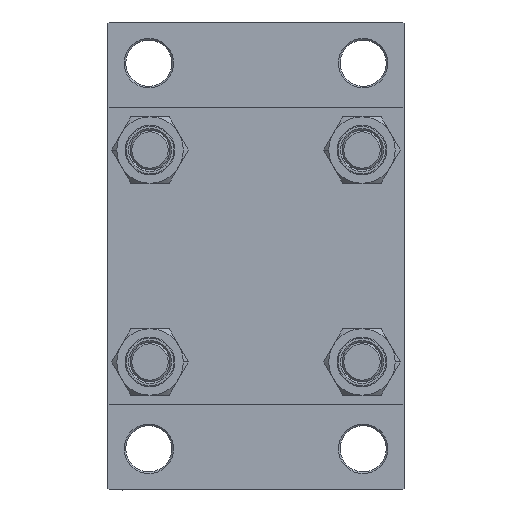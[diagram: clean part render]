
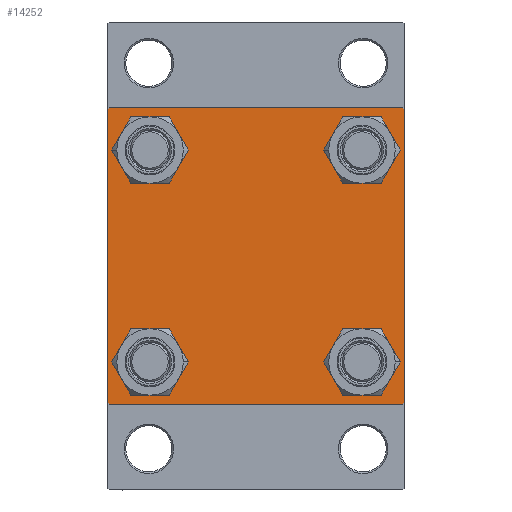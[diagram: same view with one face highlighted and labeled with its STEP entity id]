
A CAD part, left-side view. The second image highlights one B-rep face of the part: STEP entity #14252.
In plain terms, the highlighted planar face has unit normal (-1, 0, 0).
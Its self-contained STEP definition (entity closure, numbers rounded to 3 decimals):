
#924 = EDGE_LOOP ( 'NONE', ( #25731, #28262 ) ) ;
#1177 = CARTESIAN_POINT ( 'NONE',  ( 0., 32.15, -38.65 ) ) ;
#1548 = ORIENTED_EDGE ( 'NONE', *, *, #6509, .F. ) ;
#1877 = CARTESIAN_POINT ( 'NONE',  ( 0., 32.15, 38.65 ) ) ;
#2629 = CARTESIAN_POINT ( 'NONE',  ( 0., -32.15, -32.15 ) ) ;
#3023 = DIRECTION ( 'NONE',  ( -1., 0., 0. ) ) ;
#3122 = ORIENTED_EDGE ( 'NONE', *, *, #34743, .T. ) ;
#3514 = CARTESIAN_POINT ( 'NONE',  ( 0., -44.5, 45. ) ) ;
#3543 = LINE ( 'NONE', #4023, #8566 ) ;
#3865 = LINE ( 'NONE', #46845, #11096 ) ;
#4023 = CARTESIAN_POINT ( 'NONE',  ( 0., -44.75, -44.75 ) ) ;
#4199 = EDGE_CURVE ( 'NONE', #39950, #26563, #11507, .T. ) ;
#4684 = EDGE_CURVE ( 'NONE', #35116, #25535, #20437, .T. ) ;
#5103 = FACE_BOUND ( 'NONE', #924, .T. ) ;
#5337 = DIRECTION ( 'NONE',  ( 0., 0.707, -0.707 ) ) ;
#5544 = VECTOR ( 'NONE', #17402, 1000. ) ;
#5981 = EDGE_LOOP ( 'NONE', ( #32832, #8730, #15818, #29070, #1548, #42073, #17369, #8979 ) ) ;
#6230 = EDGE_CURVE ( 'NONE', #45838, #43244, #49320, .T. ) ;
#6443 = DIRECTION ( 'NONE',  ( 1., 0., 0. ) ) ;
#6509 = EDGE_CURVE ( 'NONE', #23012, #48667, #11100, .T. ) ;
#7167 = AXIS2_PLACEMENT_3D ( 'NONE', #18961, #34473, #50000 ) ;
#7409 = DIRECTION ( 'NONE',  ( 1., 0., 0. ) ) ;
#7940 = CIRCLE ( 'NONE', #14450, 6.5 ) ;
#8566 = VECTOR ( 'NONE', #46760, 1000. ) ;
#8730 = ORIENTED_EDGE ( 'NONE', *, *, #28796, .T. ) ;
#8808 = EDGE_CURVE ( 'NONE', #36946, #27821, #36003, .T. ) ;
#8902 = CIRCLE ( 'NONE', #9703, 6.5 ) ;
#8979 = ORIENTED_EDGE ( 'NONE', *, *, #18967, .T. ) ;
#9158 = VECTOR ( 'NONE', #19718, 1000. ) ;
#9462 = CIRCLE ( 'NONE', #20815, 6.5 ) ;
#9652 = FACE_BOUND ( 'NONE', #24259, .T. ) ;
#9703 = AXIS2_PLACEMENT_3D ( 'NONE', #34115, #7409, #42008 ) ;
#10378 = ORIENTED_EDGE ( 'NONE', *, *, #4199, .T. ) ;
#10441 = CARTESIAN_POINT ( 'NONE',  ( 0., -32.15, -25.65 ) ) ;
#10709 = DIRECTION ( 'NONE',  ( 0., 0., 1. ) ) ;
#10895 = VECTOR ( 'NONE', #31144, 1000. ) ;
#10926 = AXIS2_PLACEMENT_3D ( 'NONE', #36606, #3023, #45246 ) ;
#11096 = VECTOR ( 'NONE', #19371, 1000. ) ;
#11100 = LINE ( 'NONE', #26598, #9158 ) ;
#11507 = CIRCLE ( 'NONE', #25296, 6.5 ) ;
#11582 = LINE ( 'NONE', #15656, #10895 ) ;
#13468 = EDGE_CURVE ( 'NONE', #42080, #30311, #11582, .T. ) ;
#13961 = DIRECTION ( 'NONE',  ( 0., 0., 1. ) ) ;
#13968 = CARTESIAN_POINT ( 'NONE',  ( 0., 45., 45. ) ) ;
#14095 = CARTESIAN_POINT ( 'NONE',  ( 0., -32.15, 38.65 ) ) ;
#14252 = ADVANCED_FACE ( 'NONE', ( #17028, #40424, #5103, #9652, #21093 ), #20600, .T. ) ;
#14450 = AXIS2_PLACEMENT_3D ( 'NONE', #2629, #6443, #37460 ) ;
#14999 = CARTESIAN_POINT ( 'NONE',  ( 0., 45., -44.5 ) ) ;
#15204 = CARTESIAN_POINT ( 'NONE',  ( 0., 32.15, 32.15 ) ) ;
#15373 = EDGE_LOOP ( 'NONE', ( #3122, #43470 ) ) ;
#15656 = CARTESIAN_POINT ( 'NONE',  ( 0., 45., 45. ) ) ;
#15814 = ORIENTED_EDGE ( 'NONE', *, *, #19362, .T. ) ;
#15818 = ORIENTED_EDGE ( 'NONE', *, *, #8808, .T. ) ;
#16321 = EDGE_CURVE ( 'NONE', #27821, #48667, #3543, .T. ) ;
#17028 = FACE_BOUND ( 'NONE', #48887, .T. ) ;
#17198 = CARTESIAN_POINT ( 'NONE',  ( 0., 44.5, -45. ) ) ;
#17369 = ORIENTED_EDGE ( 'NONE', *, *, #13468, .F. ) ;
#17402 = DIRECTION ( 'NONE',  ( 0., 0.707, 0.707 ) ) ;
#18873 = CARTESIAN_POINT ( 'NONE',  ( 0., 45., 44.5 ) ) ;
#18961 = CARTESIAN_POINT ( 'NONE',  ( 0., -32.15, 32.15 ) ) ;
#18967 = EDGE_CURVE ( 'NONE', #42080, #45838, #31270, .T. ) ;
#19350 = ORIENTED_EDGE ( 'NONE', *, *, #23349, .T. ) ;
#19362 = EDGE_CURVE ( 'NONE', #26563, #39950, #40328, .T. ) ;
#19371 = DIRECTION ( 'NONE',  ( 0., -0.707, -0.707 ) ) ;
#19718 = DIRECTION ( 'NONE',  ( 0., 0., -1. ) ) ;
#20437 = CIRCLE ( 'NONE', #26927, 6.5 ) ;
#20600 = PLANE ( 'NONE',  #10926 ) ;
#20681 = ORIENTED_EDGE ( 'NONE', *, *, #35664, .T. ) ;
#20815 = AXIS2_PLACEMENT_3D ( 'NONE', #25370, #29434, #37071 ) ;
#21093 = FACE_OUTER_BOUND ( 'NONE', #5981, .T. ) ;
#22180 = EDGE_CURVE ( 'NONE', #36387, #44331, #7940, .T. ) ;
#23012 = VERTEX_POINT ( 'NONE', #30842 ) ;
#23349 = EDGE_CURVE ( 'NONE', #47532, #35830, #8902, .T. ) ;
#23540 = DIRECTION ( 'NONE',  ( 0., -1., 0. ) ) ;
#24021 = LINE ( 'NONE', #47927, #5544 ) ;
#24259 = EDGE_LOOP ( 'NONE', ( #15814, #10378 ) ) ;
#25296 = AXIS2_PLACEMENT_3D ( 'NONE', #48624, #40988, #10709 ) ;
#25370 = CARTESIAN_POINT ( 'NONE',  ( 0., 32.15, -32.15 ) ) ;
#25535 = VERTEX_POINT ( 'NONE', #1177 ) ;
#25731 = ORIENTED_EDGE ( 'NONE', *, *, #4684, .T. ) ;
#26563 = VERTEX_POINT ( 'NONE', #1877 ) ;
#26598 = CARTESIAN_POINT ( 'NONE',  ( 0., -45., 45. ) ) ;
#26927 = AXIS2_PLACEMENT_3D ( 'NONE', #40662, #48802, #13961 ) ;
#27013 = CARTESIAN_POINT ( 'NONE',  ( 0., -44.5, -45. ) ) ;
#27807 = VECTOR ( 'NONE', #45751, 1000. ) ;
#27821 = VERTEX_POINT ( 'NONE', #27013 ) ;
#28257 = EDGE_CURVE ( 'NONE', #25535, #35116, #9462, .T. ) ;
#28262 = ORIENTED_EDGE ( 'NONE', *, *, #28257, .T. ) ;
#28796 = EDGE_CURVE ( 'NONE', #43244, #36946, #3865, .T. ) ;
#29070 = ORIENTED_EDGE ( 'NONE', *, *, #16321, .T. ) ;
#29434 = DIRECTION ( 'NONE',  ( 1., 0., 0. ) ) ;
#29749 = VECTOR ( 'NONE', #5337, 1000. ) ;
#29902 = CARTESIAN_POINT ( 'NONE',  ( 0., -32.15, -38.65 ) ) ;
#30072 = DIRECTION ( 'NONE',  ( 0., 0., 1. ) ) ;
#30311 = VERTEX_POINT ( 'NONE', #3514 ) ;
#30329 = DIRECTION ( 'NONE',  ( 1., 0., 0. ) ) ;
#30701 = DIRECTION ( 'NONE',  ( 1., 0., 0. ) ) ;
#30842 = CARTESIAN_POINT ( 'NONE',  ( 0., -45., 44.5 ) ) ;
#31008 = CARTESIAN_POINT ( 'NONE',  ( 0., 32.15, -25.65 ) ) ;
#31144 = DIRECTION ( 'NONE',  ( 0., -1., 0. ) ) ;
#31270 = LINE ( 'NONE', #46805, #29749 ) ;
#31932 = CARTESIAN_POINT ( 'NONE',  ( 0., 45., -45. ) ) ;
#32832 = ORIENTED_EDGE ( 'NONE', *, *, #6230, .T. ) ;
#33813 = AXIS2_PLACEMENT_3D ( 'NONE', #15204, #30701, #46241 ) ;
#34115 = CARTESIAN_POINT ( 'NONE',  ( 0., -32.15, 32.15 ) ) ;
#34405 = CARTESIAN_POINT ( 'NONE',  ( 0., -32.15, -32.15 ) ) ;
#34473 = DIRECTION ( 'NONE',  ( 1., 0., 0. ) ) ;
#34743 = EDGE_CURVE ( 'NONE', #44331, #36387, #49362, .T. ) ;
#35116 = VERTEX_POINT ( 'NONE', #31008 ) ;
#35664 = EDGE_CURVE ( 'NONE', #35830, #47532, #46164, .T. ) ;
#35777 = EDGE_CURVE ( 'NONE', #23012, #30311, #24021, .T. ) ;
#35830 = VERTEX_POINT ( 'NONE', #14095 ) ;
#36003 = LINE ( 'NONE', #31932, #44127 ) ;
#36387 = VERTEX_POINT ( 'NONE', #29902 ) ;
#36606 = CARTESIAN_POINT ( 'NONE',  ( 0., 0., 0. ) ) ;
#36946 = VERTEX_POINT ( 'NONE', #17198 ) ;
#37071 = DIRECTION ( 'NONE',  ( 0., 0., 1. ) ) ;
#37154 = AXIS2_PLACEMENT_3D ( 'NONE', #34405, #30329, #30072 ) ;
#37460 = DIRECTION ( 'NONE',  ( 0., 0., 1. ) ) ;
#39950 = VERTEX_POINT ( 'NONE', #43621 ) ;
#40328 = CIRCLE ( 'NONE', #33813, 6.5 ) ;
#40424 = FACE_BOUND ( 'NONE', #15373, .T. ) ;
#40662 = CARTESIAN_POINT ( 'NONE',  ( 0., 32.15, -32.15 ) ) ;
#40988 = DIRECTION ( 'NONE',  ( 1., 0., 0. ) ) ;
#42008 = DIRECTION ( 'NONE',  ( 0., 0., 1. ) ) ;
#42073 = ORIENTED_EDGE ( 'NONE', *, *, #35777, .T. ) ;
#42080 = VERTEX_POINT ( 'NONE', #47367 ) ;
#43244 = VERTEX_POINT ( 'NONE', #14999 ) ;
#43470 = ORIENTED_EDGE ( 'NONE', *, *, #22180, .T. ) ;
#43621 = CARTESIAN_POINT ( 'NONE',  ( 0., 32.15, 25.65 ) ) ;
#44127 = VECTOR ( 'NONE', #23540, 1000. ) ;
#44331 = VERTEX_POINT ( 'NONE', #10441 ) ;
#45246 = DIRECTION ( 'NONE',  ( 0., 0., 1. ) ) ;
#45674 = CARTESIAN_POINT ( 'NONE',  ( 0., -32.15, 25.65 ) ) ;
#45751 = DIRECTION ( 'NONE',  ( 0., 0., -1. ) ) ;
#45838 = VERTEX_POINT ( 'NONE', #18873 ) ;
#46164 = CIRCLE ( 'NONE', #7167, 6.5 ) ;
#46241 = DIRECTION ( 'NONE',  ( 0., 0., 1. ) ) ;
#46760 = DIRECTION ( 'NONE',  ( 0., -0.707, 0.707 ) ) ;
#46805 = CARTESIAN_POINT ( 'NONE',  ( 0., 44.75, 44.75 ) ) ;
#46845 = CARTESIAN_POINT ( 'NONE',  ( 0., 44.75, -44.75 ) ) ;
#47367 = CARTESIAN_POINT ( 'NONE',  ( 0., 44.5, 45. ) ) ;
#47443 = CARTESIAN_POINT ( 'NONE',  ( 0., -45., -44.5 ) ) ;
#47532 = VERTEX_POINT ( 'NONE', #45674 ) ;
#47927 = CARTESIAN_POINT ( 'NONE',  ( 0., -44.75, 44.75 ) ) ;
#48624 = CARTESIAN_POINT ( 'NONE',  ( 0., 32.15, 32.15 ) ) ;
#48667 = VERTEX_POINT ( 'NONE', #47443 ) ;
#48802 = DIRECTION ( 'NONE',  ( 1., 0., 0. ) ) ;
#48887 = EDGE_LOOP ( 'NONE', ( #20681, #19350 ) ) ;
#49320 = LINE ( 'NONE', #13968, #27807 ) ;
#49362 = CIRCLE ( 'NONE', #37154, 6.5 ) ;
#50000 = DIRECTION ( 'NONE',  ( 0., 0., 1. ) ) ;
